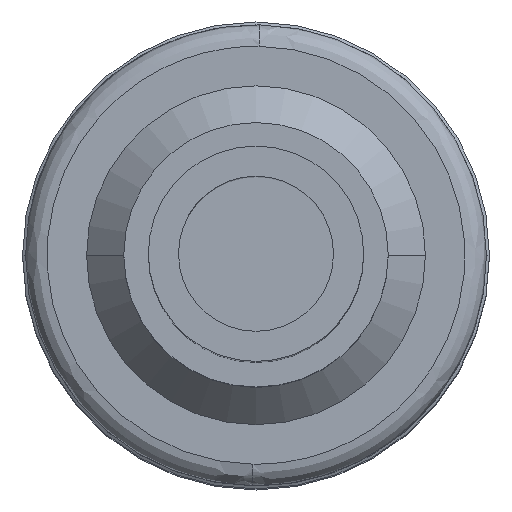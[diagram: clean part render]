
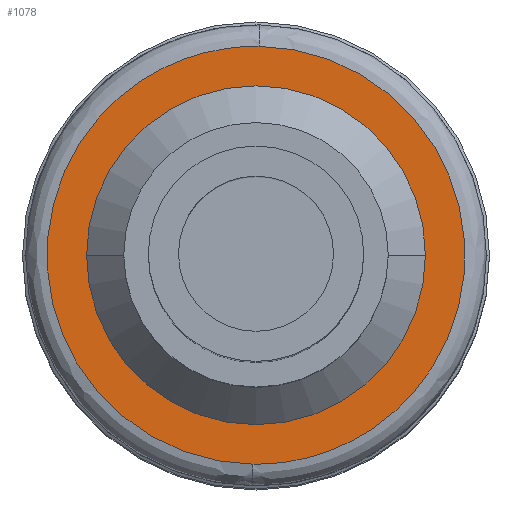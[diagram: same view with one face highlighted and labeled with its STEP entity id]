
A CAD part, top view. The second image highlights one B-rep face of the part: STEP entity #1078.
In plain terms, the highlighted planar face has unit normal (0, 0, 1).
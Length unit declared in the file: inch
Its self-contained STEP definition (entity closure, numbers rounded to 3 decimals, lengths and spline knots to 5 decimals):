
#28 = VERTEX_POINT ( 'NONE', #1278 ) ;
#29 = VERTEX_POINT ( 'NONE', #1276 ) ;
#34 = VERTEX_POINT ( 'NONE', #1268 ) ;
#36 = VERTEX_POINT ( 'NONE', #1263 ) ;
#117 =( BOUNDED_CURVE ( )  B_SPLINE_CURVE ( 3, ( #770, #772, #662, #664 ),
 .UNSPECIFIED., .F., .F. ) 
 B_SPLINE_CURVE_WITH_KNOTS ( ( 4, 4 ),
 ( 0., 1. ),
 .UNSPECIFIED. ) 
 CURVE ( )  GEOMETRIC_REPRESENTATION_ITEM ( )  RATIONAL_B_SPLINE_CURVE ( ( 1., 0.333, 0.333, 1. ) ) 
 REPRESENTATION_ITEM ( '' )  );
#123 =( BOUNDED_CURVE ( )  B_SPLINE_CURVE ( 3, ( #1338, #1299, #1331, #1370 ),
 .UNSPECIFIED., .F., .T. ) 
 B_SPLINE_CURVE_WITH_KNOTS ( ( 4, 4 ),
 ( 0., 1. ),
 .UNSPECIFIED. ) 
 CURVE ( )  GEOMETRIC_REPRESENTATION_ITEM ( )  RATIONAL_B_SPLINE_CURVE ( ( 1., 0.333, 0.333, 1. ) ) 
 REPRESENTATION_ITEM ( '' )  );
#162 = EDGE_LOOP ( 'NONE', ( #416, #471 ) ) ;
#198 = EDGE_LOOP ( 'NONE', ( #465, #433 ) ) ;
#268 = EDGE_CURVE ( 'NONE', #34, #36, #123, .T. ) ;
#332 = EDGE_CURVE ( 'NONE', #29, #28, #1024, .T. ) ;
#336 = EDGE_CURVE ( 'NONE', #28, #29, #996, .T. ) ;
#349 = EDGE_CURVE ( 'NONE', #36, #34, #117, .T. ) ;
#416 = ORIENTED_EDGE ( 'NONE', *, *, #332, .F. ) ;
#433 = ORIENTED_EDGE ( 'NONE', *, *, #349, .F. ) ;
#465 = ORIENTED_EDGE ( 'NONE', *, *, #268, .F. ) ;
#471 = ORIENTED_EDGE ( 'NONE', *, *, #336, .F. ) ;
#526 = FACE_BOUND ( 'NONE', #162, .T. ) ;
#534 = FACE_OUTER_BOUND ( 'NONE', #198, .T. ) ;
#569 = DIRECTION ( 'NONE',  ( -1., 0., 0. ) ) ;
#571 = DIRECTION ( 'NONE',  ( 0., 0., -1. ) ) ;
#579 = PLANE ( 'NONE',  #1088 ) ;
#580 = CARTESIAN_POINT ( 'NONE',  ( -0.19248, 0.00278, 0.96 ) ) ;
#662 = CARTESIAN_POINT ( 'NONE',  ( 0.48144, -0.24949, 0.96 ) ) ;
#664 = CARTESIAN_POINT ( 'NONE',  ( -0.00351, -0.24247, 0.96 ) ) ;
#770 = CARTESIAN_POINT ( 'NONE',  ( 0.00351, 0.24247, 0.96 ) ) ;
#772 = CARTESIAN_POINT ( 'NONE',  ( 0.48846, 0.23546, 0.96 ) ) ;
#879 = DIRECTION ( 'NONE',  ( -1., 0., 0. ) ) ;
#906 = DIRECTION ( 'NONE',  ( -1., 0., 0. ) ) ;
#907 = DIRECTION ( 'NONE',  ( 0., 0., 1. ) ) ;
#908 = CARTESIAN_POINT ( 'NONE',  ( 0., 0., 0.96 ) ) ;
#918 = DIRECTION ( 'NONE',  ( 0., 0., 1. ) ) ;
#919 = CARTESIAN_POINT ( 'NONE',  ( 0., 0., 0.96 ) ) ;
#996 = CIRCLE ( 'NONE', #1142, 0.19664 ) ;
#1024 = CIRCLE ( 'NONE', #1146, 0.19664 ) ;
#1078 = ADVANCED_FACE ( 'NONE', ( #526, #534 ), #579, .F. ) ;
#1088 = AXIS2_PLACEMENT_3D ( 'NONE', #580, #571, #569 ) ;
#1142 = AXIS2_PLACEMENT_3D ( 'NONE', #919, #918, #879 ) ;
#1146 = AXIS2_PLACEMENT_3D ( 'NONE', #908, #907, #906 ) ;
#1263 = CARTESIAN_POINT ( 'NONE',  ( 0.00351, 0.24247, 0.96 ) ) ;
#1268 = CARTESIAN_POINT ( 'NONE',  ( -0.00351, -0.24247, 0.96 ) ) ;
#1276 = CARTESIAN_POINT ( 'NONE',  ( -0.19664, 0., 0.96 ) ) ;
#1278 = CARTESIAN_POINT ( 'NONE',  ( 0.19664, 0., 0.96 ) ) ;
#1299 = CARTESIAN_POINT ( 'NONE',  ( -0.48846, -0.23546, 0.96 ) ) ;
#1331 = CARTESIAN_POINT ( 'NONE',  ( -0.48144, 0.24949, 0.96 ) ) ;
#1338 = CARTESIAN_POINT ( 'NONE',  ( -0.00351, -0.24247, 0.96 ) ) ;
#1370 = CARTESIAN_POINT ( 'NONE',  ( 0.00351, 0.24247, 0.96 ) ) ;
